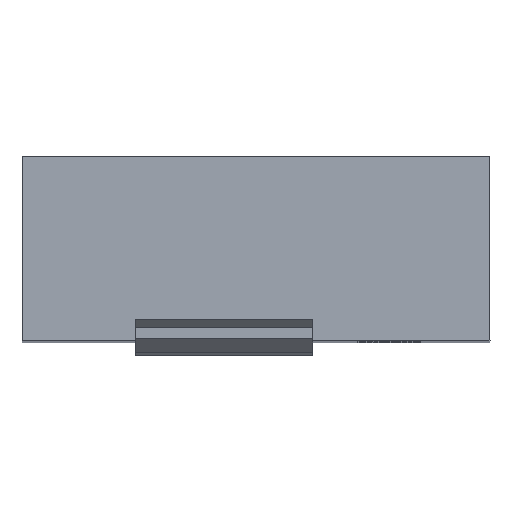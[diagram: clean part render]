
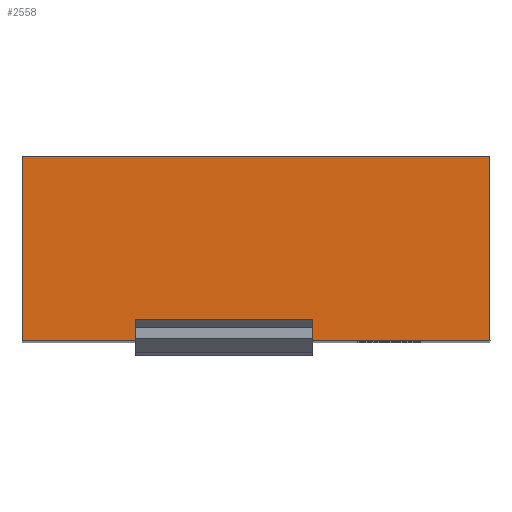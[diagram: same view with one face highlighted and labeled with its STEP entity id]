
A CAD part, top view. The second image highlights one B-rep face of the part: STEP entity #2558.
In plain terms, the highlighted face is planar.
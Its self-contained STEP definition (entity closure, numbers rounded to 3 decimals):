
#44 = VERTEX_POINT ( 'NONE', #1111 ) ;
#66 = VERTEX_POINT ( 'NONE', #1747 ) ;
#73 = CARTESIAN_POINT ( 'NONE',  ( -12., 45., 0. ) ) ;
#74 = EDGE_CURVE ( 'NONE', #1957, #2110, #1446, .T. ) ;
#124 = CARTESIAN_POINT ( 'NONE',  ( -17.045, 45., -37.274 ) ) ;
#243 = VECTOR ( 'NONE', #1391, 1000. ) ;
#338 = CARTESIAN_POINT ( 'NONE',  ( -7., 45., 6.447 ) ) ;
#361 = ORIENTED_EDGE ( 'NONE', *, *, #1462, .T. ) ;
#433 = CARTESIAN_POINT ( 'NONE',  ( -7., 45., 7.296 ) ) ;
#470 = LINE ( 'NONE', #1108, #1015 ) ;
#475 = LINE ( 'NONE', #73, #2774 ) ;
#517 = CARTESIAN_POINT ( 'NONE',  ( -17.045, 45., 7.296 ) ) ;
#674 = LINE ( 'NONE', #2717, #243 ) ;
#696 = VERTEX_POINT ( 'NONE', #2543 ) ;
#707 = VECTOR ( 'NONE', #2059, 1000. ) ;
#726 = PLANE ( 'NONE',  #1601 ) ;
#755 = DIRECTION ( 'NONE',  ( 0., 1., 0. ) ) ;
#782 = ORIENTED_EDGE ( 'NONE', *, *, #74, .T. ) ;
#816 = DIRECTION ( 'NONE',  ( 0., 0., -1. ) ) ;
#883 = VECTOR ( 'NONE', #1801, 1000. ) ;
#915 = VECTOR ( 'NONE', #1804, 1000. ) ;
#937 = EDGE_CURVE ( 'NONE', #66, #974, #475, .T. ) ;
#974 = VERTEX_POINT ( 'NONE', #2457 ) ;
#1015 = VECTOR ( 'NONE', #1988, 1000. ) ;
#1092 = EDGE_CURVE ( 'NONE', #2495, #696, #1333, .T. ) ;
#1102 = DIRECTION ( 'NONE',  ( 0., 0., 1. ) ) ;
#1105 = ORIENTED_EDGE ( 'NONE', *, *, #937, .T. ) ;
#1108 = CARTESIAN_POINT ( 'NONE',  ( -17.045, 45., 6.447 ) ) ;
#1111 = CARTESIAN_POINT ( 'NONE',  ( -14., 45., 6.447 ) ) ;
#1147 = EDGE_CURVE ( 'NONE', #696, #974, #2736, .T. ) ;
#1268 = VECTOR ( 'NONE', #816, 1000. ) ;
#1321 = VERTEX_POINT ( 'NONE', #2352 ) ;
#1323 = CARTESIAN_POINT ( 'NONE',  ( -7., 45., 29.502 ) ) ;
#1333 = LINE ( 'NONE', #517, #707 ) ;
#1391 = DIRECTION ( 'NONE',  ( 0., 0., 1. ) ) ;
#1446 = LINE ( 'NONE', #1323, #2470 ) ;
#1462 = EDGE_CURVE ( 'NONE', #1321, #66, #1574, .T. ) ;
#1574 = LINE ( 'NONE', #2772, #1268 ) ;
#1601 = AXIS2_PLACEMENT_3D ( 'NONE', #124, #755, #1866 ) ;
#1682 = EDGE_CURVE ( 'NONE', #2110, #1321, #2053, .T. ) ;
#1721 = EDGE_CURVE ( 'NONE', #44, #2495, #674, .T. ) ;
#1747 = CARTESIAN_POINT ( 'NONE',  ( 0., 45., 0. ) ) ;
#1801 = DIRECTION ( 'NONE',  ( 1., 0., 0. ) ) ;
#1804 = DIRECTION ( 'NONE',  ( 0., 0., -1. ) ) ;
#1866 = DIRECTION ( 'NONE',  ( -1., 0., 0. ) ) ;
#1893 = ORIENTED_EDGE ( 'NONE', *, *, #2319, .T. ) ;
#1931 = ORIENTED_EDGE ( 'NONE', *, *, #1147, .F. ) ;
#1957 = VERTEX_POINT ( 'NONE', #338 ) ;
#1988 = DIRECTION ( 'NONE',  ( 1., 0., 0. ) ) ;
#2012 = CARTESIAN_POINT ( 'NONE',  ( -7., 45., 7.296 ) ) ;
#2048 = ORIENTED_EDGE ( 'NONE', *, *, #1721, .F. ) ;
#2053 = LINE ( 'NONE', #2012, #883 ) ;
#2059 = DIRECTION ( 'NONE',  ( -1., 0., 0. ) ) ;
#2092 = CARTESIAN_POINT ( 'NONE',  ( -14., 45., 7.296 ) ) ;
#2110 = VERTEX_POINT ( 'NONE', #433 ) ;
#2203 = DIRECTION ( 'NONE',  ( -1., 0., 0. ) ) ;
#2286 = FACE_OUTER_BOUND ( 'NONE', #2791, .T. ) ;
#2319 = EDGE_CURVE ( 'NONE', #44, #1957, #470, .T. ) ;
#2352 = CARTESIAN_POINT ( 'NONE',  ( 0., 45., 7.296 ) ) ;
#2354 = ORIENTED_EDGE ( 'NONE', *, *, #1682, .T. ) ;
#2457 = CARTESIAN_POINT ( 'NONE',  ( -18.5, 45., 0. ) ) ;
#2470 = VECTOR ( 'NONE', #1102, 1000. ) ;
#2495 = VERTEX_POINT ( 'NONE', #2092 ) ;
#2519 = ORIENTED_EDGE ( 'NONE', *, *, #1092, .F. ) ;
#2543 = CARTESIAN_POINT ( 'NONE',  ( -18.5, 45., 7.296 ) ) ;
#2558 = ADVANCED_FACE ( 'NONE', ( #2286 ), #726, .T. ) ;
#2717 = CARTESIAN_POINT ( 'NONE',  ( -14., 45., 34.502 ) ) ;
#2721 = CARTESIAN_POINT ( 'NONE',  ( -18.5, 45., -37.274 ) ) ;
#2736 = LINE ( 'NONE', #2721, #915 ) ;
#2772 = CARTESIAN_POINT ( 'NONE',  ( 0., 45., -37.274 ) ) ;
#2774 = VECTOR ( 'NONE', #2203, 1000. ) ;
#2791 = EDGE_LOOP ( 'NONE', ( #1931, #2519, #2048, #1893, #782, #2354, #361, #1105 ) ) ;
